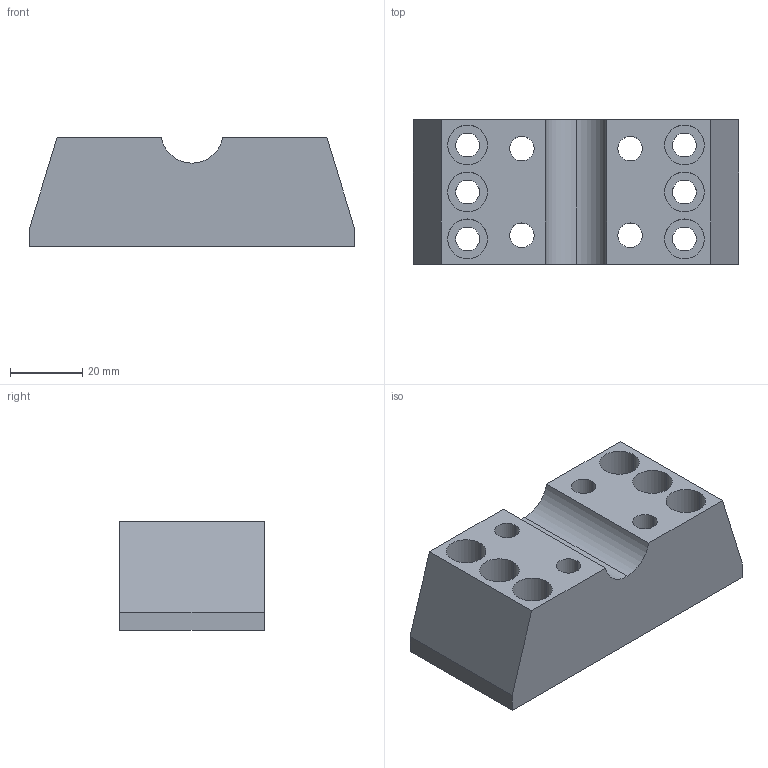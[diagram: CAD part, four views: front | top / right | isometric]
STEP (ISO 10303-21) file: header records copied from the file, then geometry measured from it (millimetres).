
FILE_DESCRIPTION (( 'STEP AP214' ), '1' );
FILE_NAME ('Bride_Moteur.STEP', '2019-10-26T16:53:45', ( '' ), ( '' ), 'SwSTEP 2.0', 'SolidWorks 2017', '' );
FILE_SCHEMA (( 'AUTOMOTIVE_DESIGN' ));
Length unit declared in the file: millimetre
Products named in the file (1): Bride_Moteur
Bounding box: 90 x 40 x 30 mm (x, y, z)
Volume: 78782.7 mm3; surface area: 21819.2 mm2
Topology: 1 solids, 1 shells, 63 faces, 155 edges, 100 vertices
Faces by surface type: cylinder 42, plane 17, cone 4
Entity records: 2057 total; most frequent: DIRECTION 363, CARTESIAN_POINT 315, ORIENTED_EDGE 302, EDGE_CURVE 151, AXIS2_PLACEMENT_3D 148, VERTEX_POINT 100, EDGE_LOOP 93, CIRCLE 84
